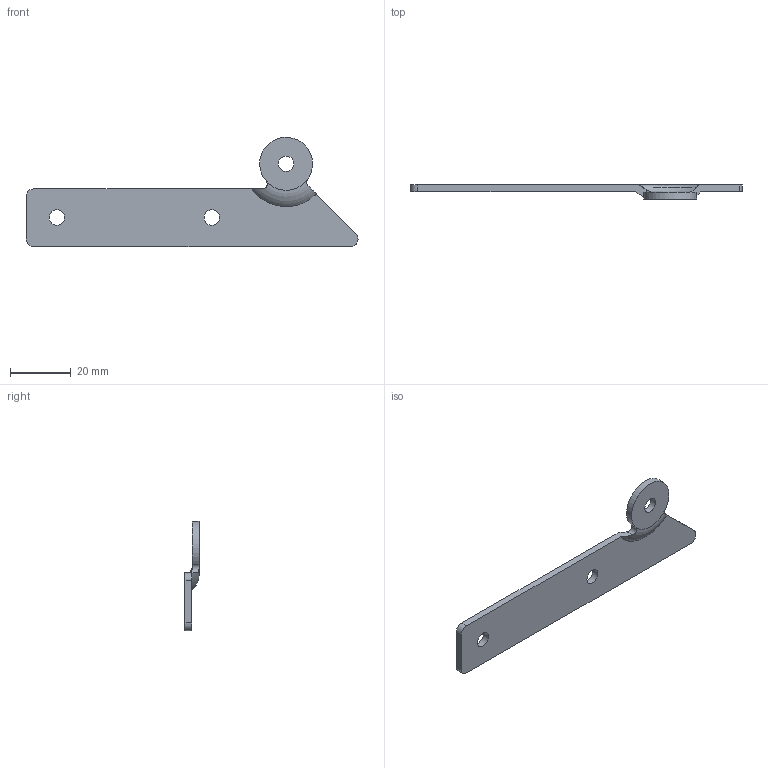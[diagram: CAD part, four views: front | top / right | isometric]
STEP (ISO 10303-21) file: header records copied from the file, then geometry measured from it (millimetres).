
FILE_DESCRIPTION(/* description */ (''),/* implementation_level */ '2;1');
FILE_NAME(/* name */ 'Corner Knife Hinge half_DefaultSM-FLAT-PATTERN.ipt.stp',/* time_stamp */ '2014-12-18T16:47:42-08:00',/* author */ ('Autodesk Inc.'),/* organization */ ('Autodesk Inc.'),/* preprocessor_version */ 'ST-DEVELOPER v15.6',/* originating_system */ 'Autodesk Inventor 2015',/* authorisation */ '');
FILE_SCHEMA (('AUTOMOTIVE_DESIGN { 1 0 10303 214 3 1 1 }'));
Length unit declared in the file: inch
Products named in the file (1): Corner Knife Hinge half_DefaultSM-FLAT-PATTERN
Bounding box: 108.93 x 4.7 x 35.85 mm (x, y, z)
Volume: 4885.4 mm3; surface area: 5012.7 mm2
Topology: 1 solids, 1 shells, 21 faces, 53 edges, 34 vertices
Faces by surface type: cylinder 9, plane 8, torus 4
Full cylindrical faces by diameter (mm): 5.08 x3
Entity records: 731 total; most frequent: CARTESIAN_POINT 181, DIRECTION 112, ORIENTED_EDGE 100, EDGE_CURVE 50, AXIS2_PLACEMENT_3D 47, VERTEX_POINT 34, EDGE_LOOP 30, CIRCLE 24
